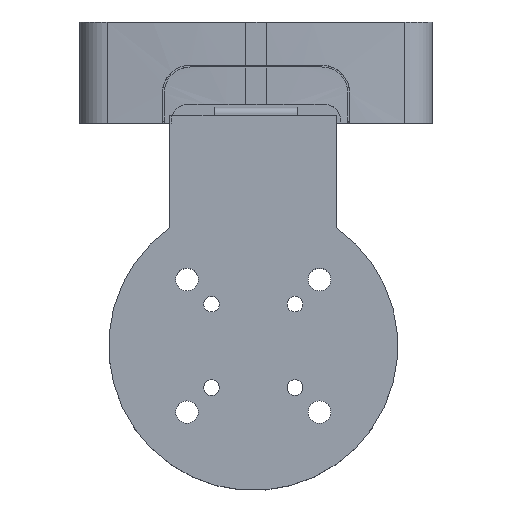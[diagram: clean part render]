
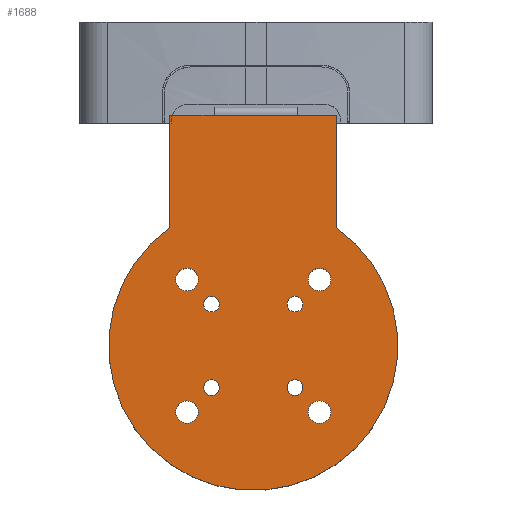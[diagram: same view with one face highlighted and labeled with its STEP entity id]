
A CAD part, top view. The second image highlights one B-rep face of the part: STEP entity #1688.
In plain terms, the highlighted face is planar.
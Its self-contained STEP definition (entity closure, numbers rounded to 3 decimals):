
#97=FACE_BOUND('',#271,.T.);
#98=FACE_BOUND('',#272,.T.);
#99=FACE_BOUND('',#273,.T.);
#100=FACE_BOUND('',#274,.T.);
#101=FACE_BOUND('',#275,.T.);
#102=FACE_BOUND('',#276,.T.);
#103=FACE_BOUND('',#277,.T.);
#104=FACE_BOUND('',#278,.T.);
#117=PLANE('',#1842);
#171=FACE_OUTER_BOUND('',#270,.T.);
#270=EDGE_LOOP('',(#1199,#1200,#1201,#1202));
#271=EDGE_LOOP('',(#1203));
#272=EDGE_LOOP('',(#1204));
#273=EDGE_LOOP('',(#1205));
#274=EDGE_LOOP('',(#1206));
#275=EDGE_LOOP('',(#1207));
#276=EDGE_LOOP('',(#1208));
#277=EDGE_LOOP('',(#1209));
#278=EDGE_LOOP('',(#1210));
#377=LINE('',#2565,#511);
#382=LINE('',#2574,#516);
#383=LINE('',#2576,#517);
#511=VECTOR('',#2067,10.);
#516=VECTOR('',#2076,10.);
#517=VECTOR('',#2079,10.);
#635=CIRCLE('',#1814,3.);
#637=CIRCLE('',#1817,3.);
#639=CIRCLE('',#1820,2.1);
#641=CIRCLE('',#1823,2.1);
#643=CIRCLE('',#1826,2.1);
#645=CIRCLE('',#1829,2.1);
#647=CIRCLE('',#1832,3.);
#649=CIRCLE('',#1835,3.);
#651=CIRCLE('',#1838,38.566);
#730=VERTEX_POINT('',#2507);
#732=VERTEX_POINT('',#2513);
#734=VERTEX_POINT('',#2519);
#736=VERTEX_POINT('',#2525);
#738=VERTEX_POINT('',#2531);
#740=VERTEX_POINT('',#2537);
#742=VERTEX_POINT('',#2543);
#744=VERTEX_POINT('',#2549);
#747=VERTEX_POINT('',#2556);
#748=VERTEX_POINT('',#2558);
#750=VERTEX_POINT('',#2563);
#752=VERTEX_POINT('',#2572);
#898=EDGE_CURVE('',#730,#730,#635,.T.);
#901=EDGE_CURVE('',#732,#732,#637,.T.);
#904=EDGE_CURVE('',#734,#734,#639,.T.);
#907=EDGE_CURVE('',#736,#736,#641,.T.);
#910=EDGE_CURVE('',#738,#738,#643,.T.);
#913=EDGE_CURVE('',#740,#740,#645,.T.);
#916=EDGE_CURVE('',#742,#742,#647,.T.);
#919=EDGE_CURVE('',#744,#744,#649,.T.);
#922=EDGE_CURVE('',#748,#747,#651,.T.);
#925=EDGE_CURVE('',#750,#747,#377,.T.);
#930=EDGE_CURVE('',#752,#748,#382,.T.);
#931=EDGE_CURVE('',#750,#752,#383,.T.);
#1199=ORIENTED_EDGE('',*,*,#931,.T.);
#1200=ORIENTED_EDGE('',*,*,#930,.T.);
#1201=ORIENTED_EDGE('',*,*,#922,.T.);
#1202=ORIENTED_EDGE('',*,*,#925,.F.);
#1203=ORIENTED_EDGE('',*,*,#898,.T.);
#1204=ORIENTED_EDGE('',*,*,#901,.T.);
#1205=ORIENTED_EDGE('',*,*,#904,.T.);
#1206=ORIENTED_EDGE('',*,*,#907,.T.);
#1207=ORIENTED_EDGE('',*,*,#910,.T.);
#1208=ORIENTED_EDGE('',*,*,#913,.T.);
#1209=ORIENTED_EDGE('',*,*,#916,.T.);
#1210=ORIENTED_EDGE('',*,*,#919,.T.);
#1688=ADVANCED_FACE('',(#171,#97,#98,#99,#100,#101,#102,#103,#104),#117,
 .T.);
#1814=AXIS2_PLACEMENT_3D('',#2509,#2005,#2006);
#1817=AXIS2_PLACEMENT_3D('',#2515,#2012,#2013);
#1820=AXIS2_PLACEMENT_3D('',#2521,#2019,#2020);
#1823=AXIS2_PLACEMENT_3D('',#2527,#2026,#2027);
#1826=AXIS2_PLACEMENT_3D('',#2533,#2033,#2034);
#1829=AXIS2_PLACEMENT_3D('',#2539,#2040,#2041);
#1832=AXIS2_PLACEMENT_3D('',#2545,#2047,#2048);
#1835=AXIS2_PLACEMENT_3D('',#2551,#2054,#2055);
#1838=AXIS2_PLACEMENT_3D('',#2559,#2061,#2062);
#1842=AXIS2_PLACEMENT_3D('',#2575,#2077,#2078);
#2005=DIRECTION('center_axis',(0.,0.,1.));
#2006=DIRECTION('ref_axis',(-1.,0.,0.));
#2012=DIRECTION('center_axis',(0.,0.,1.));
#2013=DIRECTION('ref_axis',(-1.,0.,0.));
#2019=DIRECTION('center_axis',(0.,0.,1.));
#2020=DIRECTION('ref_axis',(-1.,0.,0.));
#2026=DIRECTION('center_axis',(0.,0.,1.));
#2027=DIRECTION('ref_axis',(-1.,0.,0.));
#2033=DIRECTION('center_axis',(0.,0.,1.));
#2034=DIRECTION('ref_axis',(-1.,0.,0.));
#2040=DIRECTION('center_axis',(0.,0.,1.));
#2041=DIRECTION('ref_axis',(-1.,0.,0.));
#2047=DIRECTION('center_axis',(0.,0.,1.));
#2048=DIRECTION('ref_axis',(-1.,0.,0.));
#2054=DIRECTION('center_axis',(0.,0.,1.));
#2055=DIRECTION('ref_axis',(-1.,0.,0.));
#2061=DIRECTION('center_axis',(0.,0.,-1.));
#2062=DIRECTION('ref_axis',(0.577,-0.817,0.));
#2067=DIRECTION('',(0.,1.,0.));
#2076=DIRECTION('',(0.,1.,0.));
#2077=DIRECTION('center_axis',(0.,0.,-1.));
#2078=DIRECTION('ref_axis',(-1.,0.,0.));
#2079=DIRECTION('',(-1.,0.,0.));
#2507=CARTESIAN_POINT('',(-14.678,95.928,-0.5));
#2509=CARTESIAN_POINT('Origin',(-17.678,95.928,-0.5));
#2513=CARTESIAN_POINT('',(20.678,60.572,-0.5));
#2515=CARTESIAN_POINT('Origin',(17.678,60.572,-0.5));
#2519=CARTESIAN_POINT('',(-9.037,89.387,-0.5));
#2521=CARTESIAN_POINT('Origin',(-11.137,89.387,-0.5));
#2525=CARTESIAN_POINT('',(13.237,67.113,-0.5));
#2527=CARTESIAN_POINT('Origin',(11.137,67.113,-0.5));
#2531=CARTESIAN_POINT('',(-9.037,67.113,-0.5));
#2533=CARTESIAN_POINT('Origin',(-11.137,67.113,-0.5));
#2537=CARTESIAN_POINT('',(13.237,89.387,-0.5));
#2539=CARTESIAN_POINT('Origin',(11.137,89.387,-0.5));
#2543=CARTESIAN_POINT('',(-14.678,60.572,-0.5));
#2545=CARTESIAN_POINT('Origin',(-17.678,60.572,-0.5));
#2549=CARTESIAN_POINT('',(20.678,95.928,-0.5));
#2551=CARTESIAN_POINT('Origin',(17.678,95.928,-0.5));
#2556=CARTESIAN_POINT('',(22.25,46.75,-0.5));
#2558=CARTESIAN_POINT('',(-22.25,46.75,-0.5));
#2559=CARTESIAN_POINT('Origin',(0.,78.25,-0.5));
#2563=CARTESIAN_POINT('',(22.25,16.75,-0.5));
#2565=CARTESIAN_POINT('',(22.25,16.75,-0.5));
#2572=CARTESIAN_POINT('',(-22.25,16.75,-0.5));
#2574=CARTESIAN_POINT('',(-22.25,16.75,-0.5));
#2575=CARTESIAN_POINT('Origin',(22.25,16.75,-0.5));
#2576=CARTESIAN_POINT('',(22.25,16.75,-0.5));
